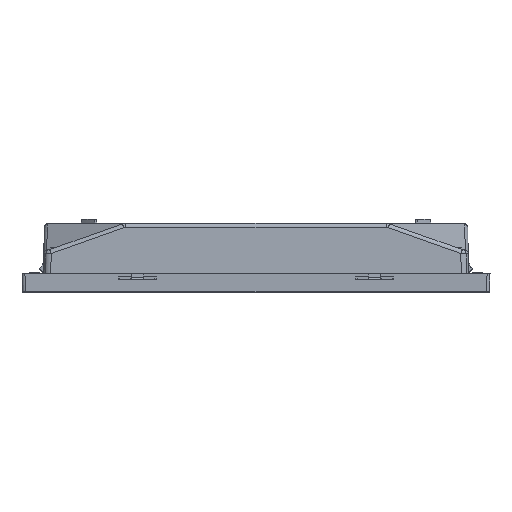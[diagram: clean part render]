
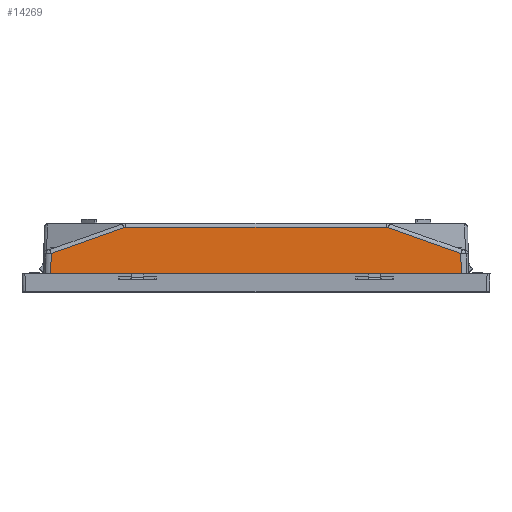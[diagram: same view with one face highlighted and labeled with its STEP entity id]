
A CAD part, front view. The second image highlights one B-rep face of the part: STEP entity #14269.
In plain terms, the highlighted planar face has unit normal (0, -1, 0.018).
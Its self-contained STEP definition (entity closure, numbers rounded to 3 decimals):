
#280 = EDGE_CURVE ( 'NONE', #32113, #49543, #56120, .T. ) ;
#10104 = EDGE_LOOP ( 'NONE', ( #56935, #152327, #123518, #64524, #37048, #133521, #28407, #89099 ) ) ;
#13021 = CARTESIAN_POINT ( 'NONE',  ( -89.103, -144.758, 34.052 ) ) ;
#14269 = ADVANCED_FACE ( 'NONE', ( #211684 ), #42837, .T. ) ;
#18264 = VERTEX_POINT ( 'NONE', #54794 ) ;
#26125 = LINE ( 'NONE', #109989, #39458 ) ;
#28407 = ORIENTED_EDGE ( 'NONE', *, *, #203713, .F. ) ;
#32113 = VERTEX_POINT ( 'NONE', #115214 ) ;
#32915 = DIRECTION ( 'NONE',  ( 0.943, 0.006, 0.333 ) ) ;
#37048 = ORIENTED_EDGE ( 'NONE', *, *, #280, .F. ) ;
#38148 = CARTESIAN_POINT ( 'NONE',  ( -89.103, -144.758, 34.052 ) ) ;
#38465 = LINE ( 'NONE', #102628, #83854 ) ;
#38514 = EDGE_CURVE ( 'NONE', #76158, #109309, #184392, .T. ) ;
#39458 = VECTOR ( 'NONE', #161556, 1000. ) ;
#42837 = PLANE ( 'NONE',  #112789 ) ;
#49543 = VERTEX_POINT ( 'NONE', #38148 ) ;
#51628 = LINE ( 'NONE', #66433, #137158 ) ;
#54794 = CARTESIAN_POINT ( 'NONE',  ( 140.045, -145.068, 16.315 ) ) ;
#56120 = B_SPLINE_CURVE_WITH_KNOTS ( 'NONE', 3,
 ( #201277, #80155, #147485, #99626, #81646, #13021 ),
 .UNSPECIFIED., .F., .F.,
 ( 4, 1, 1, 4 ),
 ( 0., 0.333, 0.667, 1. ),
 .UNSPECIFIED. ) ;
#56933 = VERTEX_POINT ( 'NONE', #191690 ) ;
#56935 = ORIENTED_EDGE ( 'NONE', *, *, #152630, .F. ) ;
#59934 = DIRECTION ( 'NONE',  ( 0., -1., 0.017 ) ) ;
#64475 = CARTESIAN_POINT ( 'NONE',  ( 90.356, -144.762, 33.844 ) ) ;
#64524 = ORIENTED_EDGE ( 'NONE', *, *, #150724, .T. ) ;
#66433 = CARTESIAN_POINT ( 'NONE',  ( -140.045, -145.068, 16.315 ) ) ;
#67129 = EDGE_CURVE ( 'NONE', #106434, #56933, #208078, .T. ) ;
#76158 = VERTEX_POINT ( 'NONE', #137334 ) ;
#80155 = CARTESIAN_POINT ( 'NONE',  ( -90.232, -144.761, 33.888 ) ) ;
#81646 = CARTESIAN_POINT ( 'NONE',  ( -89.255, -144.758, 34.052 ) ) ;
#82384 = VECTOR ( 'NONE', #92650, 1000. ) ;
#83854 = VECTOR ( 'NONE', #104115, 1000. ) ;
#86264 = DIRECTION ( 'NONE',  ( 0.017, -0.017, -1. ) ) ;
#88857 = CARTESIAN_POINT ( 'NONE',  ( 89.103, -144.758, 34.052 ) ) ;
#89099 = ORIENTED_EDGE ( 'NONE', *, *, #38514, .F. ) ;
#92650 = DIRECTION ( 'NONE',  ( 0.943, -0.006, -0.333 ) ) ;
#94920 = VECTOR ( 'NONE', #86264, 1000. ) ;
#95520 = DIRECTION ( 'NONE',  ( -1., 0., 0. ) ) ;
#97437 = CARTESIAN_POINT ( 'NONE',  ( 90.232, -144.761, 33.888 ) ) ;
#98929 = CARTESIAN_POINT ( 'NONE',  ( 89.103, -144.758, 34.052 ) ) ;
#99626 = CARTESIAN_POINT ( 'NONE',  ( -89.55, -144.759, 34.035 ) ) ;
#102628 = CARTESIAN_POINT ( 'NONE',  ( -140.288, -145.311, 2.4 ) ) ;
#104115 = DIRECTION ( 'NONE',  ( 0.017, 0.017, 1. ) ) ;
#104958 = CARTESIAN_POINT ( 'NONE',  ( 140.045, -145.068, 16.315 ) ) ;
#106434 = VERTEX_POINT ( 'NONE', #88857 ) ;
#109309 = VERTEX_POINT ( 'NONE', #125915 ) ;
#109989 = CARTESIAN_POINT ( 'NONE',  ( 89.103, -144.758, 34.052 ) ) ;
#111264 = CARTESIAN_POINT ( 'NONE',  ( 140.288, -145.311, 2.4 ) ) ;
#112789 = AXIS2_PLACEMENT_3D ( 'NONE', #164623, #59934, #197512 ) ;
#113143 = CARTESIAN_POINT ( 'NONE',  ( 89.974, -144.76, 33.963 ) ) ;
#115214 = CARTESIAN_POINT ( 'NONE',  ( -90.356, -144.762, 33.844 ) ) ;
#123518 = ORIENTED_EDGE ( 'NONE', *, *, #67129, .F. ) ;
#125915 = CARTESIAN_POINT ( 'NONE',  ( -140.288, -145.311, 2.4 ) ) ;
#127045 = CARTESIAN_POINT ( 'NONE',  ( 90.356, -144.762, 33.844 ) ) ;
#131036 = CARTESIAN_POINT ( 'NONE',  ( 89.55, -144.759, 34.035 ) ) ;
#133521 = ORIENTED_EDGE ( 'NONE', *, *, #145905, .F. ) ;
#137158 = VECTOR ( 'NONE', #32915, 1000. ) ;
#137334 = CARTESIAN_POINT ( 'NONE',  ( 140.288, -145.311, 2.4 ) ) ;
#141518 = VECTOR ( 'NONE', #95520, 1000. ) ;
#145905 = EDGE_CURVE ( 'NONE', #196569, #32113, #51628, .T. ) ;
#147485 = CARTESIAN_POINT ( 'NONE',  ( -89.973, -144.76, 33.963 ) ) ;
#148252 = CARTESIAN_POINT ( 'NONE',  ( 89.255, -144.758, 34.052 ) ) ;
#150724 = EDGE_CURVE ( 'NONE', #106434, #49543, #26125, .T. ) ;
#152327 = ORIENTED_EDGE ( 'NONE', *, *, #166694, .F. ) ;
#152630 = EDGE_CURVE ( 'NONE', #18264, #76158, #207361, .T. ) ;
#161556 = DIRECTION ( 'NONE',  ( -1., 0., 0. ) ) ;
#164623 = CARTESIAN_POINT ( 'NONE',  ( -145.5, -145.524, -9.8 ) ) ;
#166694 = EDGE_CURVE ( 'NONE', #56933, #18264, #210909, .T. ) ;
#182967 = CARTESIAN_POINT ( 'NONE',  ( -140.045, -145.068, 16.315 ) ) ;
#184392 = LINE ( 'NONE', #111264, #141518 ) ;
#191690 = CARTESIAN_POINT ( 'NONE',  ( 90.356, -144.762, 33.844 ) ) ;
#196569 = VERTEX_POINT ( 'NONE', #182967 ) ;
#197512 = DIRECTION ( 'NONE',  ( -1., 0., 0. ) ) ;
#201277 = CARTESIAN_POINT ( 'NONE',  ( -90.356, -144.762, 33.844 ) ) ;
#203713 = EDGE_CURVE ( 'NONE', #109309, #196569, #38465, .T. ) ;
#207361 = LINE ( 'NONE', #104958, #94920 ) ;
#208078 = B_SPLINE_CURVE_WITH_KNOTS ( 'NONE', 3,
 ( #98929, #148252, #131036, #113143, #97437, #64475 ),
 .UNSPECIFIED., .F., .F.,
 ( 4, 1, 1, 4 ),
 ( 0., 0.333, 0.667, 1. ),
 .UNSPECIFIED. ) ;
#210909 = LINE ( 'NONE', #127045, #82384 ) ;
#211684 = FACE_OUTER_BOUND ( 'NONE', #10104, .T. ) ;
